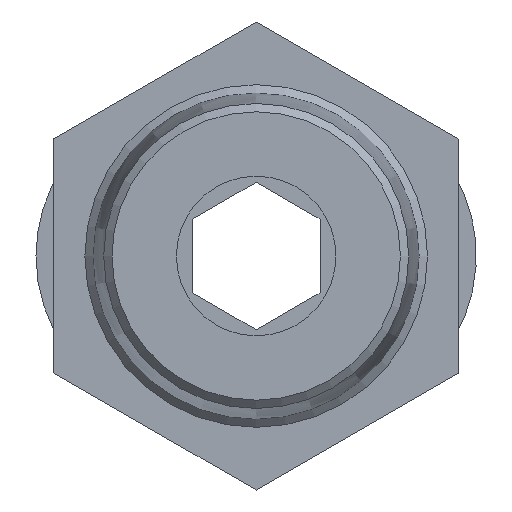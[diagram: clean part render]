
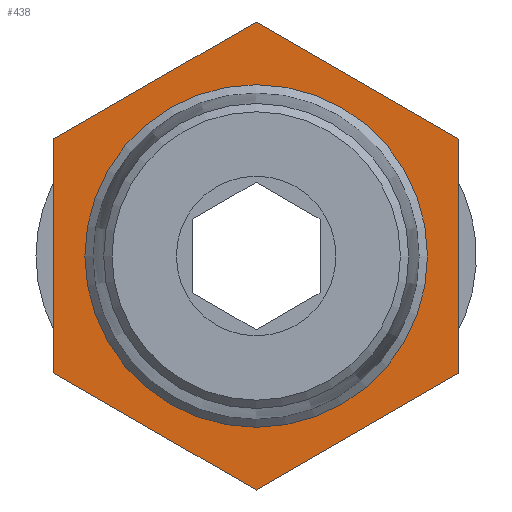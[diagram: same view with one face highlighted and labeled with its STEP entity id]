
A CAD part, front view. The second image highlights one B-rep face of the part: STEP entity #438.
In plain terms, the highlighted planar face has unit normal (0, -1, 0).
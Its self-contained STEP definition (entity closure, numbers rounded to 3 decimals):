
#37=LINE('',#663,#73);
#41=LINE('',#672,#77);
#44=LINE('',#678,#80);
#47=LINE('',#684,#83);
#50=LINE('',#690,#86);
#53=LINE('',#696,#89);
#73=VECTOR('',#532,1000.);
#77=VECTOR('',#538,1000.);
#80=VECTOR('',#543,1000.);
#83=VECTOR('',#548,1000.);
#86=VECTOR('',#553,1000.);
#89=VECTOR('',#558,1000.);
#141=ORIENTED_EDGE('',*,*,#233,.T.);
#142=ORIENTED_EDGE('',*,*,#214,.F.);
#143=ORIENTED_EDGE('',*,*,#230,.F.);
#144=ORIENTED_EDGE('',*,*,#227,.F.);
#145=ORIENTED_EDGE('',*,*,#224,.F.);
#146=ORIENTED_EDGE('',*,*,#221,.F.);
#147=ORIENTED_EDGE('',*,*,#218,.F.);
#214=EDGE_CURVE('',#266,#267,#37,.T.);
#218=EDGE_CURVE('',#267,#270,#41,.T.);
#221=EDGE_CURVE('',#270,#272,#44,.T.);
#224=EDGE_CURVE('',#272,#274,#47,.T.);
#227=EDGE_CURVE('',#274,#276,#50,.T.);
#230=EDGE_CURVE('',#276,#266,#53,.T.);
#233=EDGE_CURVE('',#279,#279,#301,.T.);
#266=VERTEX_POINT('',#664);
#267=VERTEX_POINT('',#665);
#270=VERTEX_POINT('',#673);
#272=VERTEX_POINT('',#679);
#274=VERTEX_POINT('',#685);
#276=VERTEX_POINT('',#691);
#279=VERTEX_POINT('',#703);
#301=CIRCLE('',#484,5.367);
#323=EDGE_LOOP('',(#141));
#324=EDGE_LOOP('',(#142,#143,#144,#145,#146,#147));
#371=FACE_BOUND('',#323,.T.);
#372=FACE_BOUND('',#324,.T.);
#417=PLANE('',#483);
#438=ADVANCED_FACE('',(#371,#372),#417,.F.);
#483=AXIS2_PLACEMENT_3D('',#701,#564,#565);
#484=AXIS2_PLACEMENT_3D('',#702,#566,#567);
#532=DIRECTION('',(0.,0.,1.));
#538=DIRECTION('',(0.866,0.,0.5));
#543=DIRECTION('',(0.866,0.,-0.5));
#548=DIRECTION('',(0.,0.,-1.));
#553=DIRECTION('',(-0.866,0.,-0.5));
#558=DIRECTION('',(-0.866,0.,0.5));
#564=DIRECTION('',(0.,1.,0.));
#565=DIRECTION('',(0.,0.,1.));
#566=DIRECTION('',(0.,1.,0.));
#567=DIRECTION('',(0.,0.,1.));
#663=CARTESIAN_POINT('',(-6.35,0.,-3.666));
#664=CARTESIAN_POINT('',(-6.35,0.,-3.666));
#665=CARTESIAN_POINT('',(-6.35,0.,3.666));
#672=CARTESIAN_POINT('',(-6.35,0.,3.666));
#673=CARTESIAN_POINT('',(0.,0.,7.332));
#678=CARTESIAN_POINT('',(0.,0.,7.332));
#679=CARTESIAN_POINT('',(6.35,0.,3.666));
#684=CARTESIAN_POINT('',(6.35,0.,3.666));
#685=CARTESIAN_POINT('',(6.35,0.,-3.666));
#690=CARTESIAN_POINT('',(6.35,0.,-3.666));
#691=CARTESIAN_POINT('',(0.,0.,-7.332));
#696=CARTESIAN_POINT('',(0.,0.,-7.332));
#701=CARTESIAN_POINT('',(0.,0.,0.));
#702=CARTESIAN_POINT('',(0.,0.,0.));
#703=CARTESIAN_POINT('',(0.,0.,5.367));
